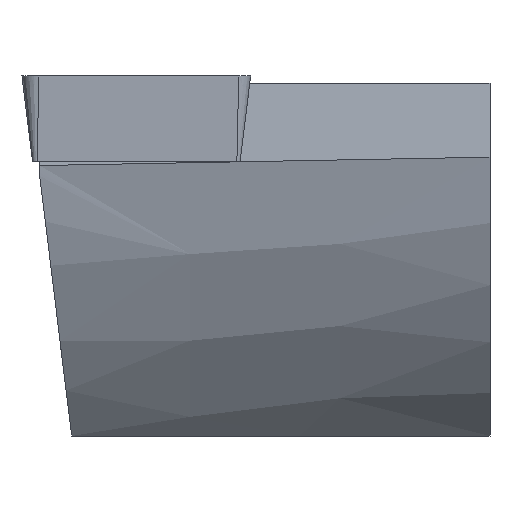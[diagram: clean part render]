
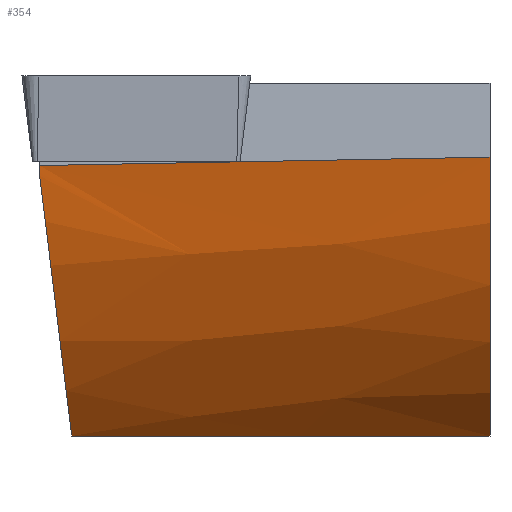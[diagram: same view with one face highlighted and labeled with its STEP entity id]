
A CAD part, front view. The second image highlights one B-rep face of the part: STEP entity #354.
In plain terms, the highlighted conical face has half-angle 10 degrees and reference radius 15 mm.
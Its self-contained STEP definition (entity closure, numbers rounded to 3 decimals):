
#302=CONICAL_SURFACE('',#843,15.,10.);
#354=ADVANCED_FACE('',(#382),#302,.T.);
#382=FACE_OUTER_BOUND('',#415,.T.);
#415=EDGE_LOOP('',(#624,#625,#626,#627,#628));
#427=B_SPLINE_CURVE_WITH_KNOTS('',3,(#1058,#1059,#1060,#1061),
 .UNSPECIFIED.,.F.,.F.,(4,4),(0.,1.),.UNSPECIFIED.);
#428=B_SPLINE_CURVE_WITH_KNOTS('',3,(#1089,#1090,#1091,#1092),
 .UNSPECIFIED.,.F.,.F.,(4,4),(0.,1.),.UNSPECIFIED.);
#532=ELLIPSE('',#838,15.104,14.988);
#624=ORIENTED_EDGE('',*,*,#733,.T.);
#625=ORIENTED_EDGE('',*,*,#739,.T.);
#626=ORIENTED_EDGE('',*,*,#770,.T.);
#627=ORIENTED_EDGE('',*,*,#747,.T.);
#628=ORIENTED_EDGE('',*,*,#756,.F.);
#684=VERTEX_POINT('',#1062);
#685=VERTEX_POINT('',#1063);
#690=VERTEX_POINT('',#1075);
#695=VERTEX_POINT('',#1093);
#696=VERTEX_POINT('',#1094);
#733=EDGE_CURVE('',#684,#685,#427,.T.);
#739=EDGE_CURVE('',#685,#690,#800,.T.);
#747=EDGE_CURVE('',#695,#696,#428,.T.);
#756=EDGE_CURVE('',#684,#696,#802,.T.);
#770=EDGE_CURVE('',#690,#695,#532,.T.);
#800=CIRCLE('',#820,14.913);
#802=CIRCLE('',#826,12.708);
#820=AXIS2_PLACEMENT_3D('',#1074,#882,#883);
#826=AXIS2_PLACEMENT_3D('',#1109,#908,#909);
#838=AXIS2_PLACEMENT_3D('',#1139,#942,#943);
#843=AXIS2_PLACEMENT_3D('',#1148,#955,#956);
#882=DIRECTION('',(1.,0.,0.));
#883=DIRECTION('',(0.,-1.,0.));
#908=DIRECTION('',(1.,0.,0.));
#909=DIRECTION('',(0.,0.,-1.));
#942=DIRECTION('',(0.993,0.,0.122));
#943=DIRECTION('',(-0.122,0.,0.993));
#955=DIRECTION('',(-1.,0.,0.));
#956=DIRECTION('',(0.,0.,-1.));
#1058=CARTESIAN_POINT('',(13.,2.792,-2.255));
#1059=CARTESIAN_POINT('',(8.831,2.057,-2.335));
#1060=CARTESIAN_POINT('',(4.662,1.322,-2.413));
#1061=CARTESIAN_POINT('',(0.492,0.587,-2.487));
#1062=CARTESIAN_POINT('',(13.,2.792,-2.255));
#1063=CARTESIAN_POINT('',(0.492,0.587,-2.487));
#1074=CARTESIAN_POINT('',(0.492,15.198,0.5));
#1075=CARTESIAN_POINT('',(0.492,0.649,-2.778));
#1089=CARTESIAN_POINT('',(1.379,4.829,-10.));
#1090=CARTESIAN_POINT('',(5.277,5.807,-10.));
#1091=CARTESIAN_POINT('',(9.161,6.838,-10.));
#1092=CARTESIAN_POINT('',(13.,8.04,-10.));
#1093=CARTESIAN_POINT('',(1.379,4.829,-10.));
#1094=CARTESIAN_POINT('',(13.,8.04,-10.));
#1109=CARTESIAN_POINT('',(13.,15.198,0.5));
#1139=CARTESIAN_POINT('',(0.05,15.198,0.825));
#1148=CARTESIAN_POINT('',(0.,15.198,0.5));
